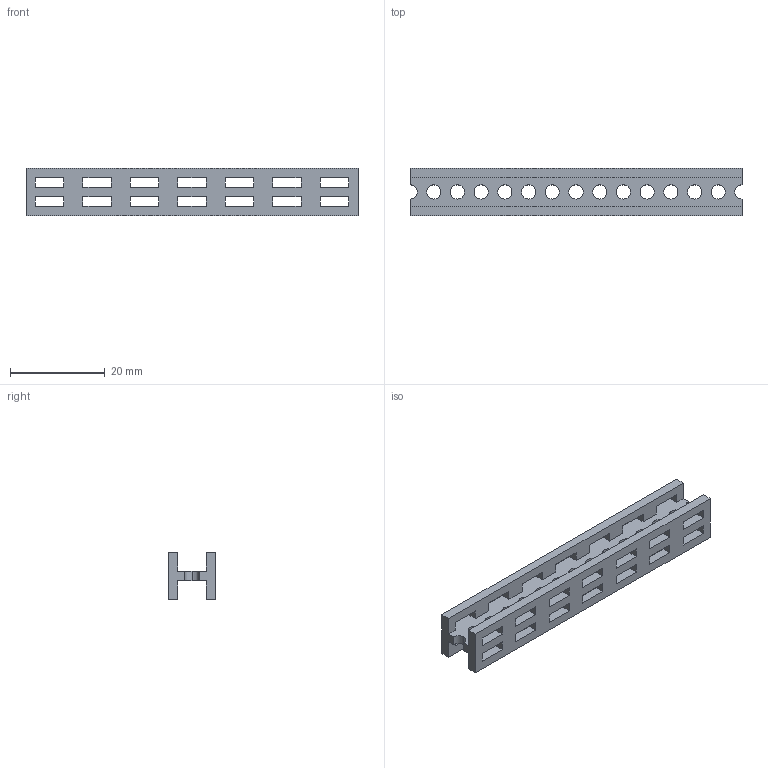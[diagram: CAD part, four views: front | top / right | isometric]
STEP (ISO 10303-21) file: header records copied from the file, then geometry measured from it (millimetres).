
FILE_DESCRIPTION (( 'STEP AP203' ), '1' );
FILE_NAME ('Beam 70.STEP', '2017-02-03T08:44:44', ( '' ), ( '' ), 'SwSTEP 2.0', 'SolidWorks 2015', '' );
FILE_SCHEMA (( 'CONFIG_CONTROL_DESIGN' ));
Length unit declared in the file: millimetre
Products named in the file (1): Beam 70
Bounding box: 70 x 10 x 10 mm (x, y, z)
Volume: 2770.1 mm3; surface area: 4302 mm2
Topology: 1 solids, 1 shells, 129 faces, 465 edges, 310 vertices
Faces by surface type: plane 100, cylinder 29
Entity records: 5158 total; most frequent: ORIENTED_EDGE 930, CARTESIAN_POINT 905, DIRECTION 783, EDGE_CURVE 465, VECTOR 407, LINE 407, VERTEX_POINT 310, AXIS2_PLACEMENT_3D 188
